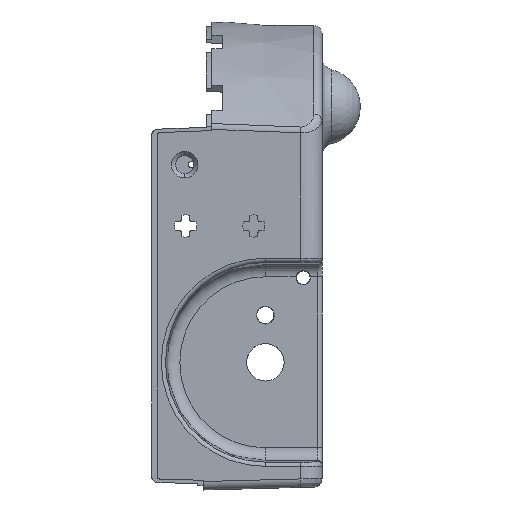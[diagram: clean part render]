
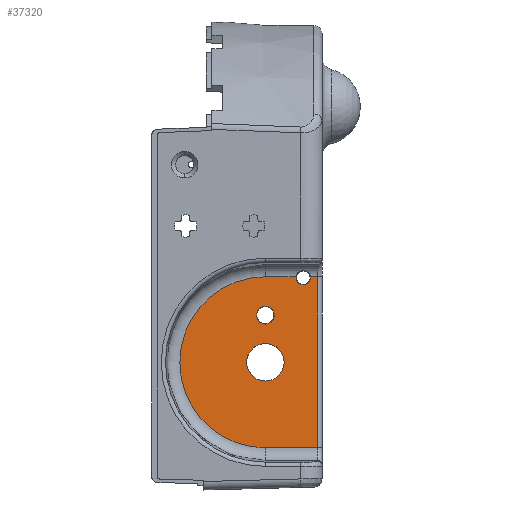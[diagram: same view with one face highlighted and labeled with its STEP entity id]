
A CAD part, left-side view. The second image highlights one B-rep face of the part: STEP entity #37320.
In plain terms, the highlighted planar face has unit normal (-1, 0, 0).
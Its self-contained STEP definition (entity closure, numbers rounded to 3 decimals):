
#13158=CARTESIAN_POINT('',(-37.9,13.3,-13.95));
#13159=DIRECTION('',(1.,0.,0.));
#13160=DIRECTION('',(0.,0.,-1.));
#13161=AXIS2_PLACEMENT_3D('',#13158,#13159,#13160);
#13166=CARTESIAN_POINT('',(-37.9,13.3,-13.95));
#13167=DIRECTION('',(1.,0.,0.));
#13168=DIRECTION('',(0.,0.,1.));
#13169=AXIS2_PLACEMENT_3D('',#13166,#13167,#13168);
#13174=CARTESIAN_POINT('',(-37.9,4.4,-5.15));
#13175=DIRECTION('',(1.,0.,0.));
#13176=DIRECTION('',(0.,-0.991,0.136));
#13177=AXIS2_PLACEMENT_3D('',#13174,#13175,#13176);
#13182=DIRECTION('',(0.,-1.,0.));
#13183=VECTOR('',#13182,1.74);
#13184=CARTESIAN_POINT('',(-37.9,2.74,-4.922));
#13185=LINE('',#13184,#13183);
#13189=DIRECTION('',(0.,0.,-1.));
#13190=VECTOR('',#13189,40.155);
#13191=CARTESIAN_POINT('',(-37.9,1.,-4.922));
#13192=LINE('',#13191,#13190);
#13196=DIRECTION('',(0.,1.,0.));
#13197=VECTOR('',#13196,12.3);
#13198=CARTESIAN_POINT('',(-37.9,1.,-45.078));
#13199=LINE('',#13198,#13197);
#13203=CARTESIAN_POINT('',(-37.9,13.3,-25.));
#13204=DIRECTION('',(1.,0.,0.));
#13205=DIRECTION('',(0.,0.,-1.));
#13206=AXIS2_PLACEMENT_3D('',#13203,#13204,#13205);
#13211=DIRECTION('',(0.,-1.,0.));
#13212=VECTOR('',#13211,7.24);
#13213=CARTESIAN_POINT('',(-37.9,13.3,-4.922));
#13214=LINE('',#13213,#13212);
#13218=CARTESIAN_POINT('',(-37.9,4.4,-5.15));
#13219=DIRECTION('',(1.,0.,0.));
#13220=DIRECTION('',(0.,0.,-1.));
#13221=AXIS2_PLACEMENT_3D('',#13218,#13219,#13220);
#13226=CARTESIAN_POINT('',(-37.9,13.3,-25.));
#13227=DIRECTION('',(1.,0.,0.));
#13228=DIRECTION('',(0.,0.,-1.));
#13229=AXIS2_PLACEMENT_3D('',#13226,#13227,#13228);
#13234=CARTESIAN_POINT('',(-37.9,13.3,-25.));
#13235=DIRECTION('',(1.,0.,0.));
#13236=DIRECTION('',(0.,0.,1.));
#13237=AXIS2_PLACEMENT_3D('',#13234,#13235,#13236);
#22387=CARTESIAN_POINT('',(-37.9,1.,-4.922));
#22388=CARTESIAN_POINT('',(-37.9,1.,-45.078));
#22389=VERTEX_POINT('',#22387);
#22390=VERTEX_POINT('',#22388);
#22407=CARTESIAN_POINT('',(-37.9,13.3,-45.078));
#22408=CARTESIAN_POINT('',(-37.9,13.3,-4.922));
#22409=VERTEX_POINT('',#22407);
#22410=VERTEX_POINT('',#22408);
#23034=CARTESIAN_POINT('',(-37.9,13.3,-16.026));
#23035=CARTESIAN_POINT('',(-37.9,13.3,-11.874));
#23036=VERTEX_POINT('',#23034);
#23037=VERTEX_POINT('',#23035);
#23042=CARTESIAN_POINT('',(-37.9,2.74,-4.922));
#23043=CARTESIAN_POINT('',(-37.9,4.4,-6.826));
#23044=VERTEX_POINT('',#23042);
#23045=VERTEX_POINT('',#23043);
#23046=CARTESIAN_POINT('',(-37.9,6.06,-4.922));
#23047=VERTEX_POINT('',#23046);
#24761=CARTESIAN_POINT('',(-37.9,13.3,-29.4));
#24762=CARTESIAN_POINT('',(-37.9,13.3,-20.6));
#24763=VERTEX_POINT('',#24761);
#24764=VERTEX_POINT('',#24762);
#37288=CARTESIAN_POINT('',(-37.9,0.,0.));
#37289=DIRECTION('',(-1.,0.,0.));
#37290=DIRECTION('',(0.,0.,1.));
#37291=AXIS2_PLACEMENT_3D('',#37288,#37289,#37290);
#37292=PLANE('',#37291);
#37294=ORIENTED_EDGE('',*,*,#37293,.F.);
#37296=ORIENTED_EDGE('',*,*,#37295,.T.);
#37298=ORIENTED_EDGE('',*,*,#37297,.T.);
#37300=ORIENTED_EDGE('',*,*,#37299,.T.);
#37302=ORIENTED_EDGE('',*,*,#37301,.T.);
#37304=ORIENTED_EDGE('',*,*,#37303,.T.);
#37306=ORIENTED_EDGE('',*,*,#37305,.F.);
#37307=EDGE_LOOP('',(#37294,#37296,#37298,#37300,#37302,#37304,#37306));
#37308=FACE_OUTER_BOUND('',#37307,.F.);
#37309=ORIENTED_EDGE('',*,*,#37278,.F.);
#37311=ORIENTED_EDGE('',*,*,#37310,.F.);
#37312=EDGE_LOOP('',(#37309,#37311));
#37313=FACE_BOUND('',#37312,.F.);
#37315=ORIENTED_EDGE('',*,*,#37314,.F.);
#37317=ORIENTED_EDGE('',*,*,#37316,.F.);
#37318=EDGE_LOOP('',(#37315,#37317));
#37319=FACE_BOUND('',#37318,.F.);
#37320=ADVANCED_FACE('',(#37308,#37313,#37319),#37292,.T.);
#13162=CIRCLE('',#13161,2.076);
#13170=CIRCLE('',#13169,2.076);
#13178=CIRCLE('',#13177,1.676);
#13207=CIRCLE('',#13206,20.078);
#13222=CIRCLE('',#13221,1.676);
#13230=CIRCLE('',#13229,4.4);
#13238=CIRCLE('',#13237,4.4);
#37278=EDGE_CURVE('',#23036,#23037,#13162,.T.);
#37293=EDGE_CURVE('',#23044,#23045,#13178,.T.);
#37295=EDGE_CURVE('',#23044,#22389,#13185,.T.);
#37297=EDGE_CURVE('',#22389,#22390,#13192,.T.);
#37299=EDGE_CURVE('',#22390,#22409,#13199,.T.);
#37301=EDGE_CURVE('',#22409,#22410,#13207,.T.);
#37303=EDGE_CURVE('',#22410,#23047,#13214,.T.);
#37305=EDGE_CURVE('',#23045,#23047,#13222,.T.);
#37310=EDGE_CURVE('',#23037,#23036,#13170,.T.);
#37314=EDGE_CURVE('',#24763,#24764,#13230,.T.);
#37316=EDGE_CURVE('',#24764,#24763,#13238,.T.);
